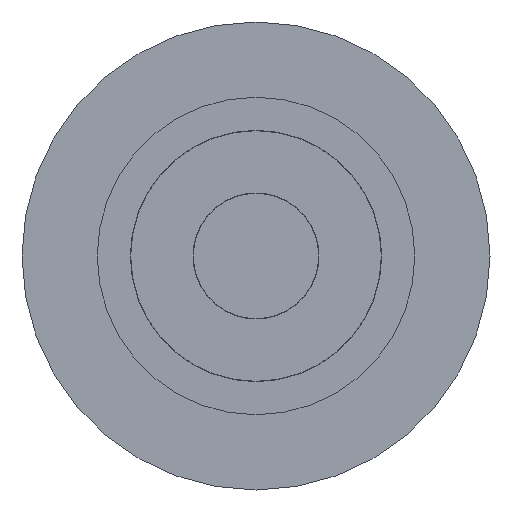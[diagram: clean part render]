
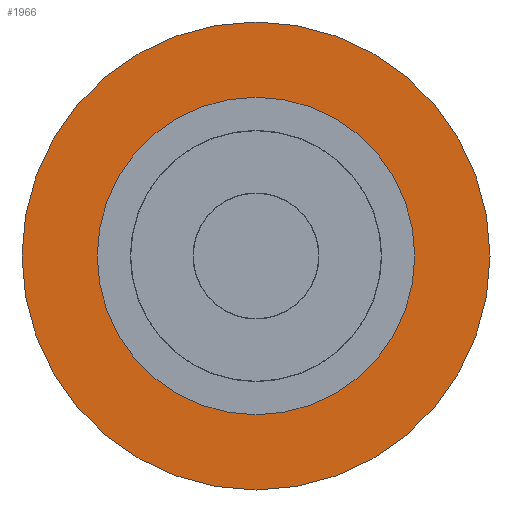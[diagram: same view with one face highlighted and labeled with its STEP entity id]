
A CAD part, front view. The second image highlights one B-rep face of the part: STEP entity #1966.
In plain terms, the highlighted planar face has unit normal (0, -1, 0).
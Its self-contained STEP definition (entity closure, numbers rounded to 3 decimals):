
#179=CARTESIAN_POINT('',(0.,-0.804,0.));
#180=DIRECTION('',(0.,1.,0.));
#181=DIRECTION('',(1.,0.,0.));
#182=AXIS2_PLACEMENT_3D('',#179,#180,#181);
#184=CARTESIAN_POINT('',(0.,-0.804,0.));
#185=DIRECTION('',(0.,-1.,0.));
#186=DIRECTION('',(1.,0.,0.));
#187=AXIS2_PLACEMENT_3D('',#184,#185,#186);
#189=CARTESIAN_POINT('',(0.,-0.804,0.));
#190=DIRECTION('',(0.,1.,0.));
#191=DIRECTION('',(1.,0.,0.));
#192=AXIS2_PLACEMENT_3D('',#189,#190,#191);
#194=CARTESIAN_POINT('',(0.,-0.804,0.));
#195=DIRECTION('',(0.,-1.,0.));
#196=DIRECTION('',(1.,0.,0.));
#197=AXIS2_PLACEMENT_3D('',#194,#195,#196);
#1589=CARTESIAN_POINT('',(2.8,-0.804,0.));
#1591=VERTEX_POINT('',#1589);
#1619=CARTESIAN_POINT('',(-2.8,-0.804,0.));
#1621=VERTEX_POINT('',#1619);
#1649=CARTESIAN_POINT('',(1.9,-0.804,0.));
#1650=CARTESIAN_POINT('',(-1.9,-0.804,0.));
#1651=VERTEX_POINT('',#1649);
#1652=VERTEX_POINT('',#1650);
#1951=CARTESIAN_POINT('',(0.,-0.804,0.));
#1952=DIRECTION('',(0.,-1.,0.));
#1953=DIRECTION('',(-1.,0.,0.));
#1954=AXIS2_PLACEMENT_3D('',#1951,#1952,#1953);
#1955=PLANE('',#1954);
#1956=ORIENTED_EDGE('',*,*,#1944,.F.);
#1957=ORIENTED_EDGE('',*,*,#1933,.T.);
#1958=EDGE_LOOP('',(#1956,#1957));
#1959=FACE_OUTER_BOUND('',#1958,.F.);
#1961=ORIENTED_EDGE('',*,*,#1960,.F.);
#1963=ORIENTED_EDGE('',*,*,#1962,.T.);
#1964=EDGE_LOOP('',(#1961,#1963));
#1965=FACE_BOUND('',#1964,.F.);
#1966=ADVANCED_FACE('',(#1959,#1965),#1955,.T.);
#183=CIRCLE('',#182,2.8);
#188=CIRCLE('',#187,2.8);
#193=CIRCLE('',#192,1.9);
#198=CIRCLE('',#197,1.9);
#1933=EDGE_CURVE('',#1591,#1621,#183,.T.);
#1944=EDGE_CURVE('',#1591,#1621,#188,.T.);
#1960=EDGE_CURVE('',#1651,#1652,#193,.T.);
#1962=EDGE_CURVE('',#1651,#1652,#198,.T.);
